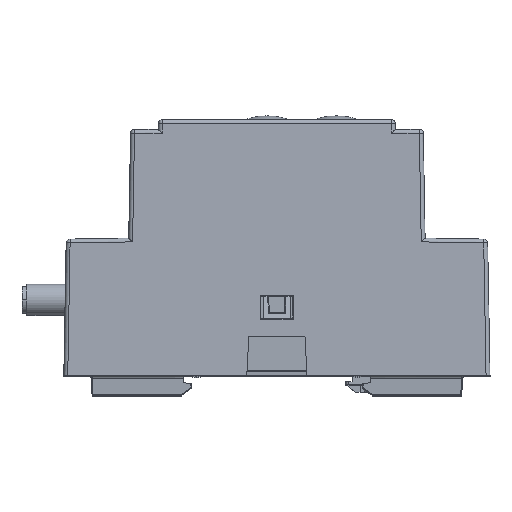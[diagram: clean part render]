
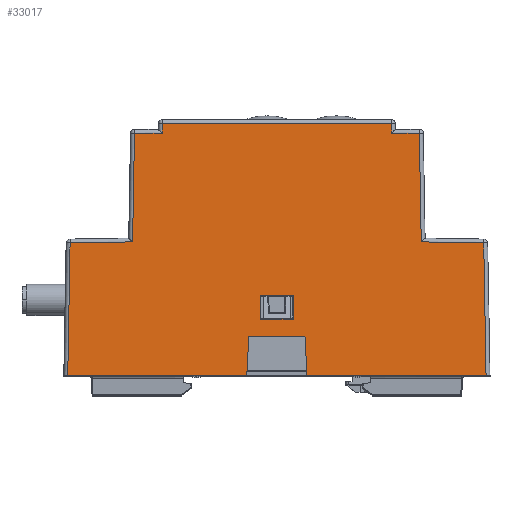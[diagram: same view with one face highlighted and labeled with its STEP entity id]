
A CAD part, top view. The second image highlights one B-rep face of the part: STEP entity #33017.
In plain terms, the highlighted planar face has unit normal (0, 0.018, 1).
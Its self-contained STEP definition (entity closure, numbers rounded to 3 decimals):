
#39=CARTESIAN_POINT('',(-42.338,0.,35.138));
#53=DIRECTION('',(1.,0.,0.));
#54=VECTOR('',#53,36.242);
#55=CARTESIAN_POINT('',(-42.338,0.,35.138));
#56=LINE('',#55,#54);
#3349=DIRECTION('',(-0.017,1.,-0.017));
#3350=VECTOR('',#3349,26.915);
#3351=CARTESIAN_POINT('',(42.338,0.,35.138));
#3352=LINE('',#3351,#3350);
#3357=DIRECTION('',(-0.052,0.998,-0.017));
#3358=VECTOR('',#3357,7.912);
#3359=CARTESIAN_POINT('',(6.096,0.,35.138));
#3360=LINE('',#3359,#3358);
#3361=DIRECTION('',(-1.,0.,0.));
#3362=VECTOR('',#3361,11.365);
#3363=CARTESIAN_POINT('',(5.682,7.9,35.));
#3364=LINE('',#3363,#3362);
#3365=DIRECTION('',(0.052,0.998,-0.017));
#3366=VECTOR('',#3365,7.912);
#3367=CARTESIAN_POINT('',(-6.096,0.,35.138));
#3368=LINE('',#3367,#3366);
#3369=DIRECTION('',(-1.,-0.017,0.));
#3370=VECTOR('',#3369,12.657);
#3371=CARTESIAN_POINT('',(-29.214,27.128,34.664));
#3372=LINE('',#3371,#3370);
#3373=DIRECTION('',(-0.017,-1.,0.017));
#3374=VECTOR('',#3373,21.993);
#3375=CARTESIAN_POINT('',(-28.83,49.114,34.281));
#3376=LINE('',#3375,#3374);
#3377=DIRECTION('',(-1.,0.,0.));
#3378=VECTOR('',#3377,5.616);
#3379=CARTESIAN_POINT('',(-23.214,49.114,34.281));
#3380=LINE('',#3379,#3378);
#3381=DIRECTION('',(-0.017,-1.,0.017));
#3382=VECTOR('',#3381,2.001);
#3383=CARTESIAN_POINT('',(-23.179,51.114,34.246));
#3384=LINE('',#3383,#3382);
#3385=DIRECTION('',(-1.,0.,0.));
#3386=VECTOR('',#3385,46.358);
#3387=CARTESIAN_POINT('',(23.179,51.114,34.246));
#3388=LINE('',#3387,#3386);
#3389=DIRECTION('',(-0.017,1.,-0.017));
#3390=VECTOR('',#3389,2.001);
#3391=CARTESIAN_POINT('',(23.214,49.114,34.281));
#3392=LINE('',#3391,#3390);
#3393=DIRECTION('',(-1.,0.,0.));
#3394=VECTOR('',#3393,5.616);
#3395=CARTESIAN_POINT('',(28.83,49.114,34.281));
#3396=LINE('',#3395,#3394);
#3397=DIRECTION('',(-0.017,1.,-0.017));
#3398=VECTOR('',#3397,21.993);
#3399=CARTESIAN_POINT('',(29.214,27.128,34.664));
#3400=LINE('',#3399,#3398);
#3401=DIRECTION('',(-1.,0.017,0.));
#3402=VECTOR('',#3401,12.657);
#3403=CARTESIAN_POINT('',(41.868,26.907,34.668));
#3404=LINE('',#3403,#3402);
#3405=DIRECTION('',(1.,0.,0.));
#3406=VECTOR('',#3405,6.598);
#3407=CARTESIAN_POINT('',(-3.299,11.451,34.938));
#3408=LINE('',#3407,#3406);
#3409=DIRECTION('',(0.,1.,-0.017));
#3410=VECTOR('',#3409,4.899);
#3411=CARTESIAN_POINT('',(3.299,11.451,34.938));
#3412=LINE('',#3411,#3410);
#3413=DIRECTION('',(-1.,0.,0.));
#3414=VECTOR('',#3413,6.598);
#3415=CARTESIAN_POINT('',(3.299,16.349,34.853));
#3416=LINE('',#3415,#3414);
#3417=DIRECTION('',(0.,-1.,0.017));
#3418=VECTOR('',#3417,4.899);
#3419=CARTESIAN_POINT('',(-3.299,16.349,34.853));
#3420=LINE('',#3419,#3418);
#6608=DIRECTION('',(-0.017,-1.,0.017));
#6609=VECTOR('',#6608,26.915);
#6610=CARTESIAN_POINT('',(-41.868,26.907,34.668));
#6611=LINE('',#6610,#6609);
#7322=DIRECTION('',(1.,0.,0.));
#7323=VECTOR('',#7322,36.242);
#7324=CARTESIAN_POINT('',(6.096,0.,35.138));
#7325=LINE('',#7324,#7323);
#7338=CARTESIAN_POINT('',(42.338,0.,35.138));
#26478=CARTESIAN_POINT('',(6.096,0.,35.138));
#26480=VERTEX_POINT('',#26478);
#26482=CARTESIAN_POINT('',(-6.096,0.,35.138));
#26484=VERTEX_POINT('',#26482);
#26527=VERTEX_POINT('',#7338);
#26528=VERTEX_POINT('',#39);
#28358=CARTESIAN_POINT('',(-28.83,49.114,
34.281));
#28359=CARTESIAN_POINT('',(-29.214,27.128,
34.664));
#28360=VERTEX_POINT('',#28358);
#28361=VERTEX_POINT('',#28359);
#28362=CARTESIAN_POINT('',(-23.214,49.114,
34.281));
#28363=VERTEX_POINT('',#28362);
#28370=CARTESIAN_POINT('',(-23.179,51.114,
34.246));
#28371=VERTEX_POINT('',#28370);
#28374=CARTESIAN_POINT('',(23.179,51.114,34.246));
#28375=VERTEX_POINT('',#28374);
#28378=CARTESIAN_POINT('',(23.214,49.114,34.281));
#28379=VERTEX_POINT('',#28378);
#28382=CARTESIAN_POINT('',(28.83,49.114,34.281));
#28383=VERTEX_POINT('',#28382);
#28384=CARTESIAN_POINT('',(29.214,27.128,34.664));
#28385=VERTEX_POINT('',#28384);
#28460=CARTESIAN_POINT('',(-41.868,26.907,
34.668));
#28461=VERTEX_POINT('',#28460);
#28468=CARTESIAN_POINT('',(41.868,26.907,34.668));
#28469=VERTEX_POINT('',#28468);
#28516=CARTESIAN_POINT('',(-3.299,11.451,
34.938));
#28518=VERTEX_POINT('',#28516);
#28520=CARTESIAN_POINT('',(3.299,11.451,34.938));
#28522=VERTEX_POINT('',#28520);
#28524=CARTESIAN_POINT('',(3.299,16.349,34.853));
#28526=VERTEX_POINT('',#28524);
#28528=CARTESIAN_POINT('',(-3.299,16.349,
34.853));
#28530=VERTEX_POINT('',#28528);
#28656=CARTESIAN_POINT('',(5.682,7.9,35.));
#28657=VERTEX_POINT('',#28656);
#28658=CARTESIAN_POINT('',(-5.682,7.9,35.));
#28659=VERTEX_POINT('',#28658);
#32972=CARTESIAN_POINT('',(-45.352,7.9,35.));
#32973=DIRECTION('',(0.,0.017,1.));
#32974=DIRECTION('',(-1.,0.,0.));
#32975=AXIS2_PLACEMENT_3D('',#32972,#32973,#32974);
#32976=PLANE('',#32975);
#32977=ORIENTED_EDGE('',*,*,#30308,.T.);
#32978=ORIENTED_EDGE('',*,*,#30336,.T.);
#32980=ORIENTED_EDGE('',*,*,#32979,.F.);
#32981=ORIENTED_EDGE('',*,*,#30161,.F.);
#32983=ORIENTED_EDGE('',*,*,#32982,.F.);
#32985=ORIENTED_EDGE('',*,*,#32984,.F.);
#32987=ORIENTED_EDGE('',*,*,#32986,.F.);
#32989=ORIENTED_EDGE('',*,*,#32988,.F.);
#32991=ORIENTED_EDGE('',*,*,#32990,.F.);
#32993=ORIENTED_EDGE('',*,*,#32992,.F.);
#32995=ORIENTED_EDGE('',*,*,#32994,.F.);
#32997=ORIENTED_EDGE('',*,*,#32996,.F.);
#32999=ORIENTED_EDGE('',*,*,#32998,.F.);
#33001=ORIENTED_EDGE('',*,*,#33000,.F.);
#33002=ORIENTED_EDGE('',*,*,#32962,.F.);
#33004=ORIENTED_EDGE('',*,*,#33003,.F.);
#33005=EDGE_LOOP('',(#32977,#32978,#32980,#32981,#32983,#32985,#32987,#32989,
#32991,#32993,#32995,#32997,#32999,#33001,#33002,#33004));
#33006=FACE_OUTER_BOUND('',#33005,.F.);
#33008=ORIENTED_EDGE('',*,*,#33007,.T.);
#33010=ORIENTED_EDGE('',*,*,#33009,.T.);
#33012=ORIENTED_EDGE('',*,*,#33011,.T.);
#33014=ORIENTED_EDGE('',*,*,#33013,.T.);
#33015=EDGE_LOOP('',(#33008,#33010,#33012,#33014));
#33016=FACE_BOUND('',#33015,.F.);
#33017=ADVANCED_FACE('',(#33006,#33016),#32976,.T.);
#30161=EDGE_CURVE('',#26528,#26484,#56,.T.);
#30308=EDGE_CURVE('',#26480,#28657,#3360,.T.);
#30336=EDGE_CURVE('',#28657,#28659,#3364,.T.);
#32962=EDGE_CURVE('',#26527,#28469,#3352,.T.);
#32979=EDGE_CURVE('',#26484,#28659,#3368,.T.);
#32982=EDGE_CURVE('',#28461,#26528,#6611,.T.);
#32984=EDGE_CURVE('',#28361,#28461,#3372,.T.);
#32986=EDGE_CURVE('',#28360,#28361,#3376,.T.);
#32988=EDGE_CURVE('',#28363,#28360,#3380,.T.);
#32990=EDGE_CURVE('',#28371,#28363,#3384,.T.);
#32992=EDGE_CURVE('',#28375,#28371,#3388,.T.);
#32994=EDGE_CURVE('',#28379,#28375,#3392,.T.);
#32996=EDGE_CURVE('',#28383,#28379,#3396,.T.);
#32998=EDGE_CURVE('',#28385,#28383,#3400,.T.);
#33000=EDGE_CURVE('',#28469,#28385,#3404,.T.);
#33003=EDGE_CURVE('',#26480,#26527,#7325,.T.);
#33007=EDGE_CURVE('',#28518,#28522,#3408,.T.);
#33009=EDGE_CURVE('',#28522,#28526,#3412,.T.);
#33011=EDGE_CURVE('',#28526,#28530,#3416,.T.);
#33013=EDGE_CURVE('',#28530,#28518,#3420,.T.);
